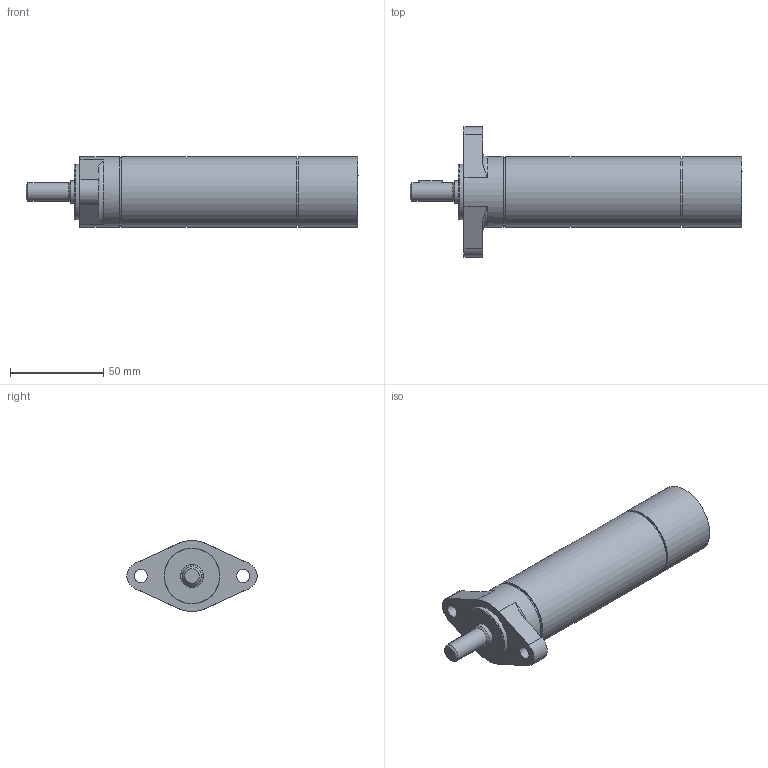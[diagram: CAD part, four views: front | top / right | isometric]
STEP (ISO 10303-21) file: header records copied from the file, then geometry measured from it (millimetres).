
FILE_DESCRIPTION((''),'2;1');
FILE_NAME('MRD 28-800_29906045.stp','2010-09-08T09:34:59',('rmorof'),(''),'Autodesk Inventor 2008','Autodesk Inventor 2008','');
FILE_SCHEMA(('CONFIG_CONTROL_DESIGN'));
Length unit declared in the file: millimetre
Products named in the file (1): MRD 28-800_29906045
Bounding box: 178.4 x 70 x 38 mm (x, y, z)
Volume: 176841.8 mm3; surface area: 24754.2 mm2
Topology: 1 solids, 3 shells, 62 faces, 137 edges, 89 vertices
Faces by surface type: plane 33, cylinder 15, cone 7, bspline 7
Full cylindrical faces by diameter (mm): 7 x2, 10 x1, 11.95 x1, 12.5 x1, 30 x1, 36.584 x2, 38 x3
Entity records: 1808 total; most frequent: CARTESIAN_POINT 442, DIRECTION 264, ORIENTED_EDGE 208, AXIS2_PLACEMENT_3D 110, EDGE_CURVE 104, EDGE_LOOP 100, VERTEX_POINT 80, FACE_OUTER_BOUND 62
